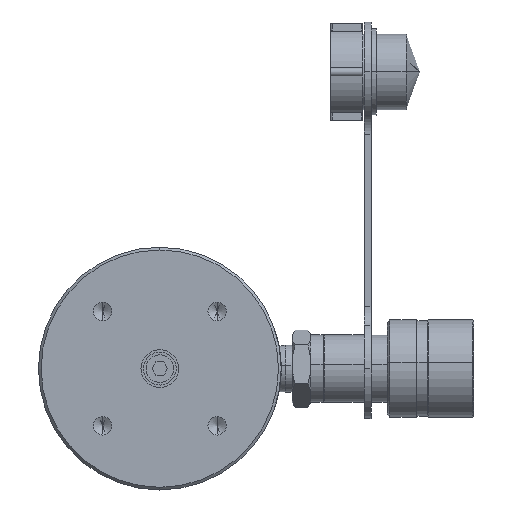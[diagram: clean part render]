
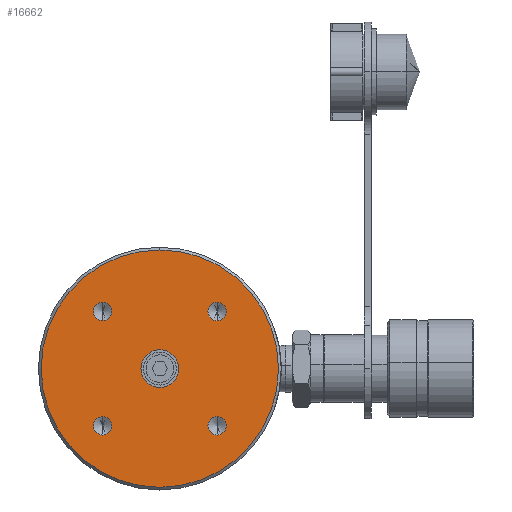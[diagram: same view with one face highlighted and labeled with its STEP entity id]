
A CAD part, left-side view. The second image highlights one B-rep face of the part: STEP entity #16662.
In plain terms, the highlighted planar face has unit normal (-1, 0, 0).
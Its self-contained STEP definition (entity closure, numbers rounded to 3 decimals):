
#120 = CARTESIAN_POINT ( 'NONE',  ( 0., 21.213, 21.213 ) ) ;
#543 = ORIENTED_EDGE ( 'NONE', *, *, #8058, .F. ) ;
#929 = VERTEX_POINT ( 'NONE', #1239 ) ;
#1066 = AXIS2_PLACEMENT_3D ( 'NONE', #7915, #18635, #9444 ) ;
#1113 = CIRCLE ( 'NONE', #9549, 44. ) ;
#1117 = CARTESIAN_POINT ( 'NONE',  ( 0., 0., -44. ) ) ;
#1164 = CIRCLE ( 'NONE', #4673, 3.4 ) ;
#1239 = CARTESIAN_POINT ( 'NONE',  ( 0., 21.213, 24.613 ) ) ;
#1285 = DIRECTION ( 'NONE',  ( -1., 0., 0. ) ) ;
#1294 = CARTESIAN_POINT ( 'NONE',  ( 0., 0., 0. ) ) ;
#1373 = ORIENTED_EDGE ( 'NONE', *, *, #19371, .F. ) ;
#1452 = DIRECTION ( 'NONE',  ( -1., 0., 0. ) ) ;
#1484 = ORIENTED_EDGE ( 'NONE', *, *, #9467, .F. ) ;
#1675 = DIRECTION ( 'NONE',  ( 0., 0., 1. ) ) ;
#2337 = DIRECTION ( 'NONE',  ( -1., 0., 0. ) ) ;
#2617 = ORIENTED_EDGE ( 'NONE', *, *, #5125, .F. ) ;
#2828 = DIRECTION ( 'NONE',  ( 0., 0., 1. ) ) ;
#3370 = CARTESIAN_POINT ( 'NONE',  ( 0., 0., 0. ) ) ;
#3679 = ORIENTED_EDGE ( 'NONE', *, *, #11118, .F. ) ;
#3697 = FACE_BOUND ( 'NONE', #9039, .T. ) ;
#3719 = CARTESIAN_POINT ( 'NONE',  ( 0., 0., 7. ) ) ;
#3935 = DIRECTION ( 'NONE',  ( -1., 0., 0. ) ) ;
#4088 = AXIS2_PLACEMENT_3D ( 'NONE', #120, #10885, #1675 ) ;
#4188 = CIRCLE ( 'NONE', #17012, 7. ) ;
#4189 = FACE_BOUND ( 'NONE', #6727, .T. ) ;
#4190 = CARTESIAN_POINT ( 'NONE',  ( 0., -21.213, 17.813 ) ) ;
#4673 = AXIS2_PLACEMENT_3D ( 'NONE', #10502, #1285, #12040 ) ;
#4932 = DIRECTION ( 'NONE',  ( 0., 0., 1. ) ) ;
#4942 = CARTESIAN_POINT ( 'NONE',  ( 0., -21.213, -17.813 ) ) ;
#5125 = EDGE_CURVE ( 'NONE', #9367, #11273, #11819, .T. ) ;
#5252 = CARTESIAN_POINT ( 'NONE',  ( 0., 21.213, -17.813 ) ) ;
#5284 = DIRECTION ( 'NONE',  ( -1., 0., 0. ) ) ;
#5392 = AXIS2_PLACEMENT_3D ( 'NONE', #6164, #16910, #7743 ) ;
#6164 = CARTESIAN_POINT ( 'NONE',  ( 0., 7., 0. ) ) ;
#6251 = EDGE_LOOP ( 'NONE', ( #16529, #14375 ) ) ;
#6275 = VERTEX_POINT ( 'NONE', #17094 ) ;
#6488 = ORIENTED_EDGE ( 'NONE', *, *, #15468, .F. ) ;
#6706 = ORIENTED_EDGE ( 'NONE', *, *, #18901, .T. ) ;
#6724 = AXIS2_PLACEMENT_3D ( 'NONE', #14494, #5284, #16014 ) ;
#6727 = EDGE_LOOP ( 'NONE', ( #1484, #6488 ) ) ;
#6751 = VERTEX_POINT ( 'NONE', #10262 ) ;
#7288 = ORIENTED_EDGE ( 'NONE', *, *, #18864, .T. ) ;
#7350 = CIRCLE ( 'NONE', #4088, 3.4 ) ;
#7522 = CARTESIAN_POINT ( 'NONE',  ( 0., 0., 44. ) ) ;
#7532 = DIRECTION ( 'NONE',  ( -1., 0., 0. ) ) ;
#7534 = EDGE_CURVE ( 'NONE', #16601, #929, #1164, .T. ) ;
#7548 = CARTESIAN_POINT ( 'NONE',  ( 0., 21.213, 17.813 ) ) ;
#7743 = DIRECTION ( 'NONE',  ( 0., 0., -1. ) ) ;
#7803 = FACE_BOUND ( 'NONE', #6251, .T. ) ;
#7915 = CARTESIAN_POINT ( 'NONE',  ( 0., -21.213, 21.213 ) ) ;
#8058 = EDGE_CURVE ( 'NONE', #11273, #9367, #12930, .T. ) ;
#8060 = AXIS2_PLACEMENT_3D ( 'NONE', #11555, #2337, #13108 ) ;
#8300 = FACE_BOUND ( 'NONE', #9808, .T. ) ;
#8718 = EDGE_LOOP ( 'NONE', ( #543, #2617 ) ) ;
#8791 = DIRECTION ( 'NONE',  ( -1., 0., 0. ) ) ;
#8799 = CIRCLE ( 'NONE', #13671, 44. ) ;
#8879 = AXIS2_PLACEMENT_3D ( 'NONE', #1294, #12049, #2828 ) ;
#8993 = CARTESIAN_POINT ( 'NONE',  ( 0., 0., 0. ) ) ;
#9039 = EDGE_LOOP ( 'NONE', ( #19744, #3679 ) ) ;
#9367 = VERTEX_POINT ( 'NONE', #16754 ) ;
#9444 = DIRECTION ( 'NONE',  ( 0., 0., 1. ) ) ;
#9467 = EDGE_CURVE ( 'NONE', #16636, #18255, #13355, .T. ) ;
#9549 = AXIS2_PLACEMENT_3D ( 'NONE', #8993, #19750, #10555 ) ;
#9586 = VERTEX_POINT ( 'NONE', #4942 ) ;
#9808 = EDGE_LOOP ( 'NONE', ( #1373, #15226 ) ) ;
#10262 = CARTESIAN_POINT ( 'NONE',  ( 0., -21.213, -24.613 ) ) ;
#10502 = CARTESIAN_POINT ( 'NONE',  ( 0., 21.213, 21.213 ) ) ;
#10555 = DIRECTION ( 'NONE',  ( 0., 0., 1. ) ) ;
#10677 = CARTESIAN_POINT ( 'NONE',  ( 0., 21.213, -21.213 ) ) ;
#10702 = CARTESIAN_POINT ( 'NONE',  ( 0., -21.213, 24.613 ) ) ;
#10885 = DIRECTION ( 'NONE',  ( -1., 0., 0. ) ) ;
#11118 = EDGE_CURVE ( 'NONE', #6275, #18005, #4188, .T. ) ;
#11273 = VERTEX_POINT ( 'NONE', #5252 ) ;
#11555 = CARTESIAN_POINT ( 'NONE',  ( 0., 21.213, -21.213 ) ) ;
#11819 = CIRCLE ( 'NONE', #15303, 3.4 ) ;
#11883 = FACE_BOUND ( 'NONE', #8718, .T. ) ;
#12040 = DIRECTION ( 'NONE',  ( 0., 0., 1. ) ) ;
#12049 = DIRECTION ( 'NONE',  ( -1., 0., 0. ) ) ;
#12202 = DIRECTION ( 'NONE',  ( 0., 0., 1. ) ) ;
#12930 = CIRCLE ( 'NONE', #8060, 3.4 ) ;
#12956 = EDGE_CURVE ( 'NONE', #6751, #9586, #14639, .T. ) ;
#13108 = DIRECTION ( 'NONE',  ( 0., 0., 1. ) ) ;
#13152 = CARTESIAN_POINT ( 'NONE',  ( 0., -21.213, -21.213 ) ) ;
#13355 = CIRCLE ( 'NONE', #1066, 3.4 ) ;
#13654 = PLANE ( 'NONE',  #5392 ) ;
#13671 = AXIS2_PLACEMENT_3D ( 'NONE', #16708, #7532, #18253 ) ;
#14004 = AXIS2_PLACEMENT_3D ( 'NONE', #17976, #8791, #19534 ) ;
#14131 = DIRECTION ( 'NONE',  ( -1., 0., 0. ) ) ;
#14363 = AXIS2_PLACEMENT_3D ( 'NONE', #13152, #3935, #14687 ) ;
#14375 = ORIENTED_EDGE ( 'NONE', *, *, #7534, .F. ) ;
#14494 = CARTESIAN_POINT ( 'NONE',  ( 0., -21.213, -21.213 ) ) ;
#14639 = CIRCLE ( 'NONE', #14363, 3.4 ) ;
#14687 = DIRECTION ( 'NONE',  ( 0., 0., 1. ) ) ;
#14867 = EDGE_CURVE ( 'NONE', #929, #16601, #7350, .T. ) ;
#15226 = ORIENTED_EDGE ( 'NONE', *, *, #12956, .F. ) ;
#15230 = CIRCLE ( 'NONE', #8879, 7. ) ;
#15303 = AXIS2_PLACEMENT_3D ( 'NONE', #10677, #1452, #12202 ) ;
#15468 = EDGE_CURVE ( 'NONE', #18255, #16636, #15474, .T. ) ;
#15474 = CIRCLE ( 'NONE', #14004, 3.4 ) ;
#15565 = EDGE_LOOP ( 'NONE', ( #7288, #6706 ) ) ;
#15597 = VERTEX_POINT ( 'NONE', #7522 ) ;
#16014 = DIRECTION ( 'NONE',  ( 0., 0., 1. ) ) ;
#16513 = EDGE_CURVE ( 'NONE', #18005, #6275, #15230, .T. ) ;
#16529 = ORIENTED_EDGE ( 'NONE', *, *, #14867, .F. ) ;
#16601 = VERTEX_POINT ( 'NONE', #7548 ) ;
#16636 = VERTEX_POINT ( 'NONE', #10702 ) ;
#16662 = ADVANCED_FACE ( 'NONE', ( #4189, #7803, #11883, #8300, #3697, #19566 ), #13654, .F. ) ;
#16708 = CARTESIAN_POINT ( 'NONE',  ( 0., 0., 0. ) ) ;
#16754 = CARTESIAN_POINT ( 'NONE',  ( 0., 21.213, -24.613 ) ) ;
#16910 = DIRECTION ( 'NONE',  ( 1., 0., 0. ) ) ;
#17012 = AXIS2_PLACEMENT_3D ( 'NONE', #3370, #14131, #4932 ) ;
#17094 = CARTESIAN_POINT ( 'NONE',  ( 0., 0., -7. ) ) ;
#17408 = CIRCLE ( 'NONE', #6724, 3.4 ) ;
#17976 = CARTESIAN_POINT ( 'NONE',  ( 0., -21.213, 21.213 ) ) ;
#18005 = VERTEX_POINT ( 'NONE', #3719 ) ;
#18253 = DIRECTION ( 'NONE',  ( 0., 0., 1. ) ) ;
#18255 = VERTEX_POINT ( 'NONE', #4190 ) ;
#18635 = DIRECTION ( 'NONE',  ( -1., 0., 0. ) ) ;
#18864 = EDGE_CURVE ( 'NONE', #19660, #15597, #1113, .T. ) ;
#18901 = EDGE_CURVE ( 'NONE', #15597, #19660, #8799, .T. ) ;
#19371 = EDGE_CURVE ( 'NONE', #9586, #6751, #17408, .T. ) ;
#19534 = DIRECTION ( 'NONE',  ( 0., 0., 1. ) ) ;
#19566 = FACE_OUTER_BOUND ( 'NONE', #15565, .T. ) ;
#19660 = VERTEX_POINT ( 'NONE', #1117 ) ;
#19744 = ORIENTED_EDGE ( 'NONE', *, *, #16513, .F. ) ;
#19750 = DIRECTION ( 'NONE',  ( -1., 0., 0. ) ) ;
